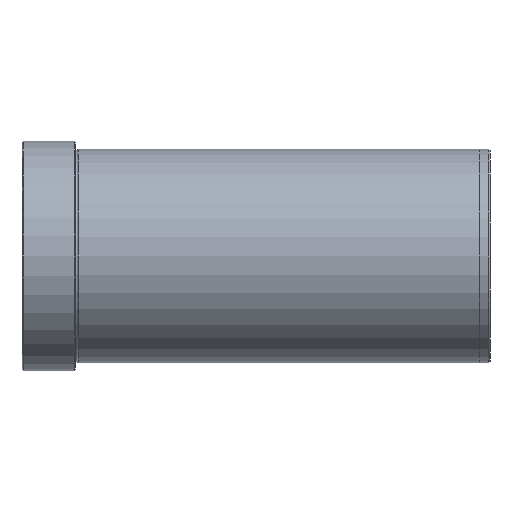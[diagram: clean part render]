
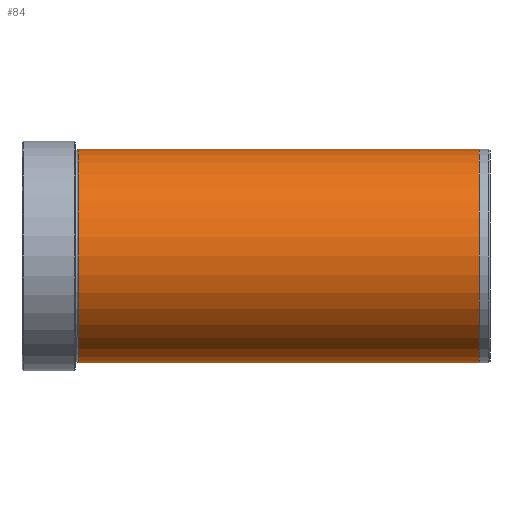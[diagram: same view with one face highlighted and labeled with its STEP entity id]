
A CAD part, front view. The second image highlights one B-rep face of the part: STEP entity #84.
In plain terms, the highlighted cylindrical face has radius 40 mm (diameter 80 mm), a full revolution.
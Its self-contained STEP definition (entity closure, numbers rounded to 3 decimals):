
#84 = ADVANCED_FACE( '', ( #116, #117 ), #118, .T. );
#116 = FACE_OUTER_BOUND( '', #164, .T. );
#117 = FACE_OUTER_BOUND( '', #165, .T. );
#118 = CYLINDRICAL_SURFACE( '', #166, 40. );
#164 = EDGE_LOOP( '', ( #226 ) );
#165 = EDGE_LOOP( '', ( #227 ) );
#166 = AXIS2_PLACEMENT_3D( '', #228, #229, #230 );
#226 = ORIENTED_EDGE( '', *, *, #278, .F. );
#227 = ORIENTED_EDGE( '', *, *, #282, .T. );
#228 = CARTESIAN_POINT( '', ( 95., 0., 0. ) );
#229 = DIRECTION( '', ( 1., 0., 0. ) );
#230 = DIRECTION( '', ( 0., 0., 1. ) );
#278 = EDGE_CURVE( '', #301, #301, #302, .T. );
#282 = EDGE_CURVE( '', #309, #309, #310, .T. );
#301 = VERTEX_POINT( '', #333 );
#302 = CIRCLE( '', #334, 40. );
#309 = VERTEX_POINT( '', #341 );
#310 = CIRCLE( '', #342, 40. );
#333 = CARTESIAN_POINT( '', ( 21., 0., 40. ) );
#334 = AXIS2_PLACEMENT_3D( '', #372, #373, #374 );
#341 = CARTESIAN_POINT( '', ( 171., 0., 40. ) );
#342 = AXIS2_PLACEMENT_3D( '', #384, #385, #386 );
#372 = CARTESIAN_POINT( '', ( 21., 0., 0. ) );
#373 = DIRECTION( '', ( -1., 0., 0. ) );
#374 = DIRECTION( '', ( 0., 0., 1. ) );
#384 = CARTESIAN_POINT( '', ( 171., 0., 0. ) );
#385 = DIRECTION( '', ( -1., 0., 0. ) );
#386 = DIRECTION( '', ( 0., 0., 1. ) );
